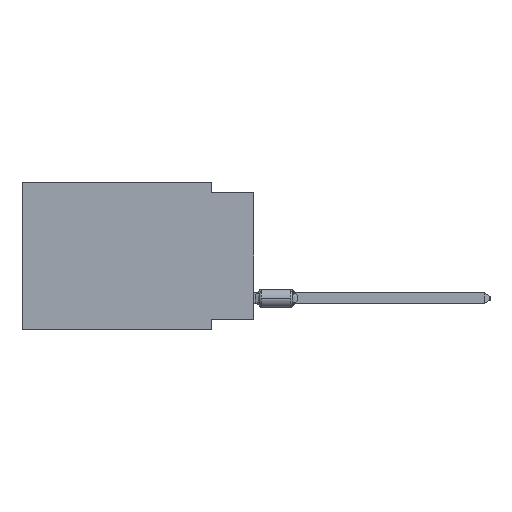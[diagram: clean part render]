
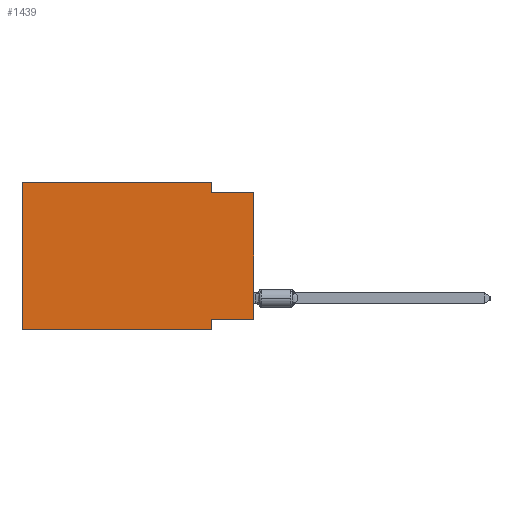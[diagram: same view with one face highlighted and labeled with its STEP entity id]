
A CAD part, left-side view. The second image highlights one B-rep face of the part: STEP entity #1439.
In plain terms, the highlighted planar face has unit normal (-1, 0, 0).
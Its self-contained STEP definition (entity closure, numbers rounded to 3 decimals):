
#79 = FACE_OUTER_BOUND ( 'NONE', #12965, .T. ) ;
#455 = VERTEX_POINT ( 'NONE', #28304 ) ;
#1439 = ADVANCED_FACE ( 'NONE', ( #79 ), #15093, .F. ) ;
#1532 = VECTOR ( 'NONE', #4020, 1000. ) ;
#2804 = ORIENTED_EDGE ( 'NONE', *, *, #33549, .T. ) ;
#2976 = AXIS2_PLACEMENT_3D ( 'NONE', #6603, #18635, #30687 ) ;
#3386 = DIRECTION ( 'NONE',  ( 0., 1., 0. ) ) ;
#3547 = EDGE_CURVE ( 'NONE', #36137, #27239, #30403, .T. ) ;
#4020 = DIRECTION ( 'NONE',  ( 0., 0., 1. ) ) ;
#4588 = DIRECTION ( 'NONE',  ( 0., 0., -1. ) ) ;
#4791 = CARTESIAN_POINT ( 'NONE',  ( 0., 2.54, -8.89 ) ) ;
#5046 = CARTESIAN_POINT ( 'NONE',  ( 0., 2.54, -0.635 ) ) ;
#6128 = CARTESIAN_POINT ( 'NONE',  ( 0., 13.97, -8.89 ) ) ;
#6603 = CARTESIAN_POINT ( 'NONE',  ( 0., 13.97, 0. ) ) ;
#6874 = ORIENTED_EDGE ( 'NONE', *, *, #33943, .F. ) ;
#7090 = VERTEX_POINT ( 'NONE', #23922 ) ;
#8864 = DIRECTION ( 'NONE',  ( 0., -1., 0. ) ) ;
#10069 = ORIENTED_EDGE ( 'NONE', *, *, #28459, .F. ) ;
#10532 = VECTOR ( 'NONE', #8864, 1000. ) ;
#10894 = CARTESIAN_POINT ( 'NONE',  ( 0., 2.54, 0. ) ) ;
#11778 = VECTOR ( 'NONE', #19518, 1000. ) ;
#12268 = CARTESIAN_POINT ( 'NONE',  ( 0., 0., -8.255 ) ) ;
#12965 = EDGE_LOOP ( 'NONE', ( #13694, #27337, #14971, #6874, #10069, #2804, #19853, #36053 ) ) ;
#13100 = CARTESIAN_POINT ( 'NONE',  ( 0., 0., 0. ) ) ;
#13532 = VECTOR ( 'NONE', #4588, 1000. ) ;
#13590 = LINE ( 'NONE', #38060, #11778 ) ;
#13694 = ORIENTED_EDGE ( 'NONE', *, *, #30419, .T. ) ;
#14971 = ORIENTED_EDGE ( 'NONE', *, *, #3547, .F. ) ;
#15093 = PLANE ( 'NONE',  #2976 ) ;
#15381 = DIRECTION ( 'NONE',  ( 0., 0., -1. ) ) ;
#15977 = EDGE_CURVE ( 'NONE', #27239, #38543, #38747, .T. ) ;
#16357 = CARTESIAN_POINT ( 'NONE',  ( 0., 13.97, 0. ) ) ;
#18274 = CARTESIAN_POINT ( 'NONE',  ( 0., 2.54, -8.89 ) ) ;
#18635 = DIRECTION ( 'NONE',  ( 1., 0., 0. ) ) ;
#19518 = DIRECTION ( 'NONE',  ( 0., -1., 0. ) ) ;
#19853 = ORIENTED_EDGE ( 'NONE', *, *, #25536, .F. ) ;
#20313 = VECTOR ( 'NONE', #28786, 1000. ) ;
#21151 = LINE ( 'NONE', #12268, #21697 ) ;
#21160 = VERTEX_POINT ( 'NONE', #18274 ) ;
#21697 = VECTOR ( 'NONE', #3386, 1000. ) ;
#21768 = CARTESIAN_POINT ( 'NONE',  ( 0., 0., -8.255 ) ) ;
#23922 = CARTESIAN_POINT ( 'NONE',  ( 0., 13.97, 0. ) ) ;
#25536 = EDGE_CURVE ( 'NONE', #455, #21160, #31639, .T. ) ;
#25803 = VECTOR ( 'NONE', #15381, 1000. ) ;
#26497 = VERTEX_POINT ( 'NONE', #32908 ) ;
#27239 = VERTEX_POINT ( 'NONE', #5046 ) ;
#27337 = ORIENTED_EDGE ( 'NONE', *, *, #15977, .F. ) ;
#27516 = VERTEX_POINT ( 'NONE', #21768 ) ;
#28304 = CARTESIAN_POINT ( 'NONE',  ( 0., 2.54, -8.255 ) ) ;
#28459 = EDGE_CURVE ( 'NONE', #26497, #7090, #37268, .T. ) ;
#28786 = DIRECTION ( 'NONE',  ( 0., 0., 1. ) ) ;
#29497 = CARTESIAN_POINT ( 'NONE',  ( 0., 0., -0.635 ) ) ;
#30403 = LINE ( 'NONE', #33387, #25803 ) ;
#30419 = EDGE_CURVE ( 'NONE', #27516, #38543, #37370, .T. ) ;
#30687 = DIRECTION ( 'NONE',  ( 0., 0., -1. ) ) ;
#30727 = EDGE_CURVE ( 'NONE', #27516, #455, #21151, .T. ) ;
#31639 = LINE ( 'NONE', #4791, #13532 ) ;
#32784 = LINE ( 'NONE', #6128, #10532 ) ;
#32908 = CARTESIAN_POINT ( 'NONE',  ( 0., 13.97, -8.89 ) ) ;
#33387 = CARTESIAN_POINT ( 'NONE',  ( 0., 2.54, 0. ) ) ;
#33549 = EDGE_CURVE ( 'NONE', #26497, #21160, #32784, .T. ) ;
#33943 = EDGE_CURVE ( 'NONE', #7090, #36137, #13590, .T. ) ;
#36053 = ORIENTED_EDGE ( 'NONE', *, *, #30727, .F. ) ;
#36137 = VERTEX_POINT ( 'NONE', #10894 ) ;
#36447 = VECTOR ( 'NONE', #38561, 1000. ) ;
#37268 = LINE ( 'NONE', #16357, #20313 ) ;
#37370 = LINE ( 'NONE', #13100, #1532 ) ;
#37765 = CARTESIAN_POINT ( 'NONE',  ( 0., 0., -0.635 ) ) ;
#38060 = CARTESIAN_POINT ( 'NONE',  ( 0., 13.97, 0. ) ) ;
#38543 = VERTEX_POINT ( 'NONE', #37765 ) ;
#38561 = DIRECTION ( 'NONE',  ( 0., -1., 0. ) ) ;
#38747 = LINE ( 'NONE', #29497, #36447 ) ;
